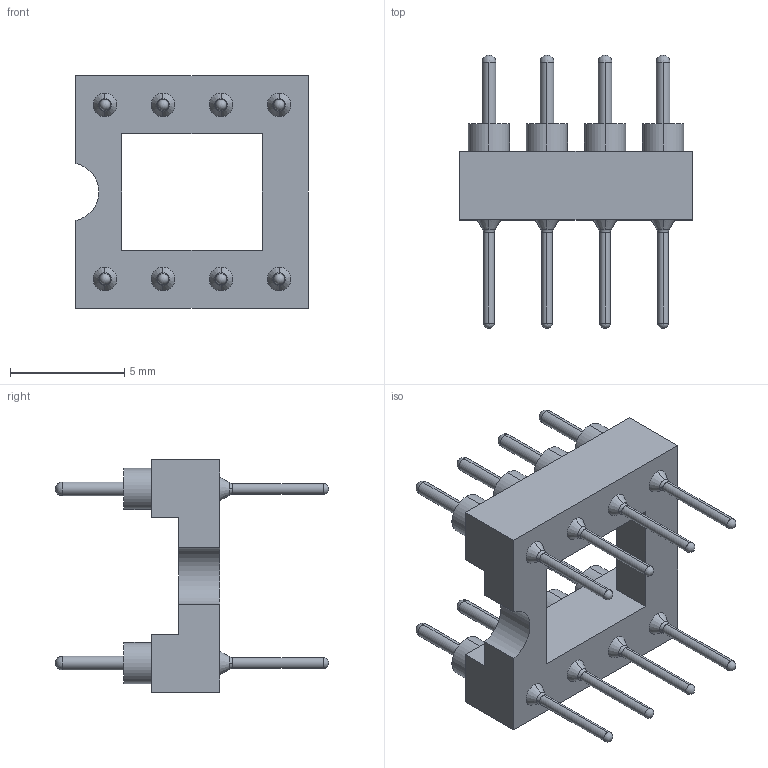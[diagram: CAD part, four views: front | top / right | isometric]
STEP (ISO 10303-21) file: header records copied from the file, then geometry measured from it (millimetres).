
FILE_DESCRIPTION(('STEP AP242'),'1');
FILE_NAME('ar_08-st_t.stp','2025-03-22T16:47:01',('TraceParts'),('TraceParts S.A.'),'Spatial InterOp 3D',' ',' ');
FILE_SCHEMA(('AP242_MANAGED_MODEL_BASED_3D_ENGINEERING_MIM_LF {1 0 10303 442 1 1 4}'));
Length unit declared in the file: millimetre
Products named in the file (1): ar_08-st_t
Bounding box: 10.16 x 11.96 x 10.16 mm (x, y, z)
Volume: 226.8 mm3; surface area: 468.2 mm2
Topology: 1 solids, 1 shells, 119 faces, 346 edges, 220 vertices
Faces by surface type: cylinder 49, plane 22, torus 16, cone 16, sphere 16
Entity records: 6396 total; most frequent: DIRECTION 764, CARTESIAN_POINT 654, ORIENTED_EDGE 628, STYLED_ITEM 433, PRESENTATION_STYLE_ASSIGNMENT 433, COLOUR_RGB 433, AXIS2_PLACEMENT_3D 330, EDGE_CURVE 314
